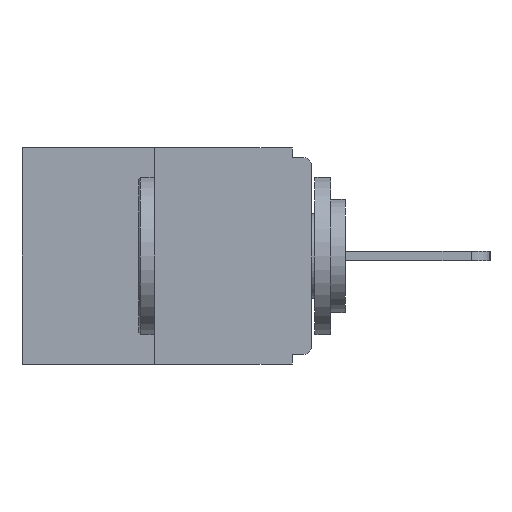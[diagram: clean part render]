
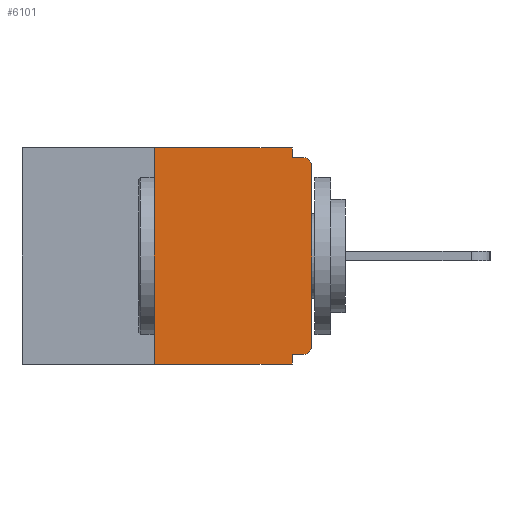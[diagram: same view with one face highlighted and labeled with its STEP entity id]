
A CAD part, left-side view. The second image highlights one B-rep face of the part: STEP entity #6101.
In plain terms, the highlighted planar face has unit normal (-1, 0, 0).
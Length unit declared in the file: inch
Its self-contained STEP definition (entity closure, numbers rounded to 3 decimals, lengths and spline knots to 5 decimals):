
#76 = PLANE ( 'NONE',  #3694 ) ;
#171 = ORIENTED_EDGE ( 'NONE', *, *, #4609, .T. ) ;
#309 = VERTEX_POINT ( 'NONE', #2324 ) ;
#486 = LINE ( 'NONE', #5604, #3250 ) ;
#498 = CARTESIAN_POINT ( 'NONE',  ( 0., 0., -0.313 ) ) ;
#728 = CARTESIAN_POINT ( 'NONE',  ( 0., 0.031, 0. ) ) ;
#862 = CARTESIAN_POINT ( 'NONE',  ( 0., 0.031, -0.328 ) ) ;
#866 = CARTESIAN_POINT ( 'NONE',  ( 0., 0.25, -0.343 ) ) ;
#1084 = FACE_OUTER_BOUND ( 'NONE', #8709, .T. ) ;
#1215 = VERTEX_POINT ( 'NONE', #498 ) ;
#1754 = DIRECTION ( 'NONE',  ( -1., 0., 0. ) ) ;
#2018 = CARTESIAN_POINT ( 'NONE',  ( 0., 0., -0.328 ) ) ;
#2290 = LINE ( 'NONE', #8069, #9571 ) ;
#2324 = CARTESIAN_POINT ( 'NONE',  ( 0., 0.031, -0.015 ) ) ;
#2505 = ORIENTED_EDGE ( 'NONE', *, *, #5396, .F. ) ;
#2830 = VERTEX_POINT ( 'NONE', #866 ) ;
#2860 = VERTEX_POINT ( 'NONE', #3971 ) ;
#2896 = EDGE_CURVE ( 'NONE', #9137, #309, #4119, .T. ) ;
#3005 = ORIENTED_EDGE ( 'NONE', *, *, #6820, .F. ) ;
#3076 = LINE ( 'NONE', #11164, #11722 ) ;
#3180 = ORIENTED_EDGE ( 'NONE', *, *, #11638, .F. ) ;
#3238 = VERTEX_POINT ( 'NONE', #4487 ) ;
#3250 = VECTOR ( 'NONE', #9560, 39.37008 ) ;
#3356 = LINE ( 'NONE', #7429, #5571 ) ;
#3694 = AXIS2_PLACEMENT_3D ( 'NONE', #4123, #10213, #5191 ) ;
#3874 = LINE ( 'NONE', #4882, #3995 ) ;
#3971 = CARTESIAN_POINT ( 'NONE',  ( 0., 0., -0.03 ) ) ;
#3995 = VECTOR ( 'NONE', #13098, 39.37008 ) ;
#4006 = LINE ( 'NONE', #2018, #9425 ) ;
#4119 = LINE ( 'NONE', #728, #8828 ) ;
#4123 = CARTESIAN_POINT ( 'NONE',  ( 0., 0.46, 0. ) ) ;
#4487 = CARTESIAN_POINT ( 'NONE',  ( 0., 0.031, -0.343 ) ) ;
#4609 = EDGE_CURVE ( 'NONE', #2860, #8873, #12118, .T. ) ;
#4882 = CARTESIAN_POINT ( 'NONE',  ( 0., 0.25, 0. ) ) ;
#5191 = DIRECTION ( 'NONE',  ( 0., 0., -1. ) ) ;
#5396 = EDGE_CURVE ( 'NONE', #8126, #9137, #8704, .T. ) ;
#5571 = VECTOR ( 'NONE', #11435, 39.37008 ) ;
#5604 = CARTESIAN_POINT ( 'NONE',  ( 0., 0.031, -0.343 ) ) ;
#5660 = EDGE_CURVE ( 'NONE', #2830, #3238, #3076, .T. ) ;
#5750 = EDGE_CURVE ( 'NONE', #12651, #3238, #486, .T. ) ;
#5780 = EDGE_CURVE ( 'NONE', #8728, #1215, #8343, .T. ) ;
#5787 = DIRECTION ( 'NONE',  ( 0., 0., -1. ) ) ;
#6037 = DIRECTION ( 'NONE',  ( 0., 0., -1. ) ) ;
#6101 = ADVANCED_FACE ( 'NONE', ( #1084 ), #76, .F. ) ;
#6553 = EDGE_CURVE ( 'NONE', #1215, #2860, #2290, .T. ) ;
#6594 = DIRECTION ( 'NONE',  ( -1., 0., 0. ) ) ;
#6655 = CARTESIAN_POINT ( 'NONE',  ( 0., 0.015, -0.313 ) ) ;
#6820 = EDGE_CURVE ( 'NONE', #309, #8873, #3356, .T. ) ;
#6831 = AXIS2_PLACEMENT_3D ( 'NONE', #11817, #1754, #5787 ) ;
#7068 = ORIENTED_EDGE ( 'NONE', *, *, #5750, .F. ) ;
#7257 = DIRECTION ( 'NONE',  ( 0., 0., 1. ) ) ;
#7429 = CARTESIAN_POINT ( 'NONE',  ( 0., 0., -0.015 ) ) ;
#7728 = AXIS2_PLACEMENT_3D ( 'NONE', #6655, #6594, #10696 ) ;
#8069 = CARTESIAN_POINT ( 'NONE',  ( 0., 0., 0. ) ) ;
#8126 = VERTEX_POINT ( 'NONE', #11858 ) ;
#8343 = CIRCLE ( 'NONE', #7728, 0.015 ) ;
#8569 = CARTESIAN_POINT ( 'NONE',  ( 0., 0.015, -0.328 ) ) ;
#8619 = CARTESIAN_POINT ( 'NONE',  ( 0., 0.031, 0. ) ) ;
#8648 = EDGE_CURVE ( 'NONE', #8728, #12651, #4006, .T. ) ;
#8704 = LINE ( 'NONE', #12681, #10416 ) ;
#8709 = EDGE_LOOP ( 'NONE', ( #2505, #3180, #9359, #7068, #8978, #8842, #12020, #171, #3005, #11458 ) ) ;
#8728 = VERTEX_POINT ( 'NONE', #8569 ) ;
#8828 = VECTOR ( 'NONE', #6037, 39.37008 ) ;
#8842 = ORIENTED_EDGE ( 'NONE', *, *, #5780, .T. ) ;
#8873 = VERTEX_POINT ( 'NONE', #10954 ) ;
#8978 = ORIENTED_EDGE ( 'NONE', *, *, #8648, .F. ) ;
#9137 = VERTEX_POINT ( 'NONE', #8619 ) ;
#9359 = ORIENTED_EDGE ( 'NONE', *, *, #5660, .T. ) ;
#9425 = VECTOR ( 'NONE', #12094, 39.37008 ) ;
#9560 = DIRECTION ( 'NONE',  ( 0., 0., -1. ) ) ;
#9571 = VECTOR ( 'NONE', #7257, 39.37008 ) ;
#10174 = DIRECTION ( 'NONE',  ( 0., -1., 0. ) ) ;
#10213 = DIRECTION ( 'NONE',  ( 1., 0., 0. ) ) ;
#10416 = VECTOR ( 'NONE', #12605, 39.37008 ) ;
#10696 = DIRECTION ( 'NONE',  ( 0., 0., -1. ) ) ;
#10954 = CARTESIAN_POINT ( 'NONE',  ( 0., 0.015, -0.015 ) ) ;
#11164 = CARTESIAN_POINT ( 'NONE',  ( 0., 0.46, -0.343 ) ) ;
#11435 = DIRECTION ( 'NONE',  ( 0., -1., 0. ) ) ;
#11458 = ORIENTED_EDGE ( 'NONE', *, *, #2896, .F. ) ;
#11638 = EDGE_CURVE ( 'NONE', #2830, #8126, #3874, .T. ) ;
#11722 = VECTOR ( 'NONE', #10174, 39.37008 ) ;
#11817 = CARTESIAN_POINT ( 'NONE',  ( 0., 0.015, -0.03 ) ) ;
#11858 = CARTESIAN_POINT ( 'NONE',  ( 0., 0.25, 0. ) ) ;
#12020 = ORIENTED_EDGE ( 'NONE', *, *, #6553, .T. ) ;
#12094 = DIRECTION ( 'NONE',  ( 0., 1., 0. ) ) ;
#12118 = CIRCLE ( 'NONE', #6831, 0.015 ) ;
#12605 = DIRECTION ( 'NONE',  ( 0., -1., 0. ) ) ;
#12651 = VERTEX_POINT ( 'NONE', #862 ) ;
#12681 = CARTESIAN_POINT ( 'NONE',  ( 0., 0.46, 0. ) ) ;
#13098 = DIRECTION ( 'NONE',  ( 0., 0., 1. ) ) ;
